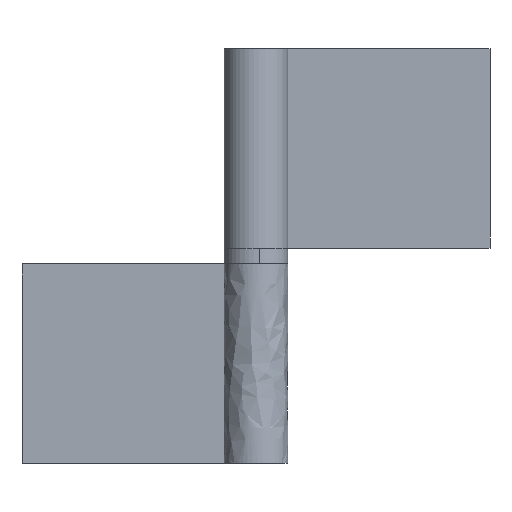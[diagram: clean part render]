
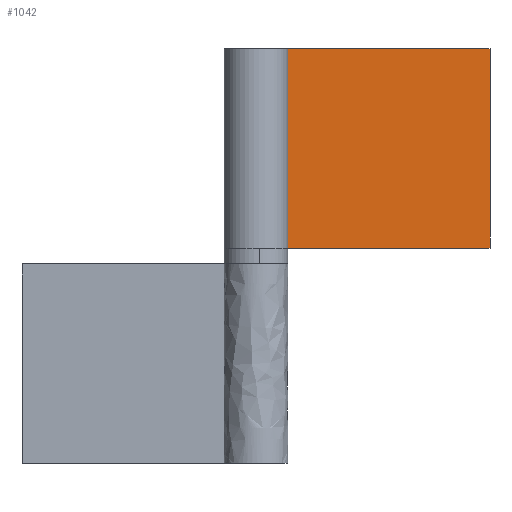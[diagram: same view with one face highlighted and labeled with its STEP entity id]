
A CAD part, front view. The second image highlights one B-rep face of the part: STEP entity #1042.
In plain terms, the highlighted free-form (B-spline) face has degree [1, 1] with [2, 2] control points.
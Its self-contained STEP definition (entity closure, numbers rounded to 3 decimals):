
#805=CARTESIAN_POINT('',(0.,3.,75.0));
#806=VERTEX_POINT('',#805);
#826=CARTESIAN_POINT('',(5.196,3.,75.0));
#827=VERTEX_POINT('',#826);
#828=CARTESIAN_POINT('',(5.196,3.,75.0));
#829=CARTESIAN_POINT('',(0.,3.,75.0));
#830=QUASI_UNIFORM_CURVE('',1,(#828,#829),.UNSPECIFIED.,.F.,.U.);
#831=EDGE_CURVE('',#827,#806,#830,.T.);
#865=CARTESIAN_POINT('',(5.196,3.,78.0));
#866=VERTEX_POINT('',#865);
#886=CARTESIAN_POINT('',(5.196,3.,75.0));
#887=CARTESIAN_POINT('',(5.196,3.,78.0));
#888=QUASI_UNIFORM_CURVE('',1,(#886,#887),.UNSPECIFIED.,.F.,.U.);
#889=EDGE_CURVE('',#827,#866,#888,.T.);
#921=CARTESIAN_POINT('',(44.,3.,78.0));
#922=VERTEX_POINT('',#921);
#923=CARTESIAN_POINT('',(5.196,3.,78.0));
#924=CARTESIAN_POINT('',(44.,3.,78.0));
#925=QUASI_UNIFORM_CURVE('',1,(#923,#924),.UNSPECIFIED.,.F.,.U.);
#926=EDGE_CURVE('',#866,#922,#925,.T.);
#948=CARTESIAN_POINT('',(44.,3.,40.5));
#949=VERTEX_POINT('',#948);
#957=CARTESIAN_POINT('',(0.,3.,40.5));
#958=VERTEX_POINT('',#957);
#959=CARTESIAN_POINT('',(0.,3.,40.5));
#960=CARTESIAN_POINT('',(44.,3.,40.5));
#961=QUASI_UNIFORM_CURVE('',1,(#959,#960),.UNSPECIFIED.,.F.,.U.);
#962=EDGE_CURVE('',#958,#949,#961,.T.);
#1021=CARTESIAN_POINT('',(-2.198,3.,79.873));
#1022=CARTESIAN_POINT('',(-2.198,3.,38.627));
#1023=CARTESIAN_POINT('',(46.198,3.,79.873));
#1024=CARTESIAN_POINT('',(46.198,3.,38.627));
#1025=B_SPLINE_SURFACE_WITH_KNOTS('',1,1,((#1021,#1023),(#1022,#1024)),.UNSPECIFIED.,.F.,.F.,.U.,(2,2),(2,2),(0.0,41.246),(0.0,48.396),.UNSPECIFIED.);
#1026=ORIENTED_EDGE('',*,*,#889,.F.);
#1027=ORIENTED_EDGE('',*,*,#831,.T.);
#1028=CARTESIAN_POINT('',(0.,3.,40.5));
#1029=CARTESIAN_POINT('',(0.,3.,75.0));
#1030=QUASI_UNIFORM_CURVE('',1,(#1028,#1029),.UNSPECIFIED.,.F.,.U.);
#1031=EDGE_CURVE('',#958,#806,#1030,.T.);
#1032=ORIENTED_EDGE('',*,*,#1031,.F.);
#1033=ORIENTED_EDGE('',*,*,#962,.T.);
#1034=CARTESIAN_POINT('',(44.,3.,40.5));
#1035=CARTESIAN_POINT('',(44.,3.,78.0));
#1036=QUASI_UNIFORM_CURVE('',1,(#1034,#1035),.UNSPECIFIED.,.F.,.U.);
#1037=EDGE_CURVE('',#949,#922,#1036,.T.);
#1038=ORIENTED_EDGE('',*,*,#1037,.T.);
#1039=ORIENTED_EDGE('',*,*,#926,.F.);
#1040=EDGE_LOOP('',(#1026,#1027,#1032,#1033,#1038,#1039));
#1041=FACE_OUTER_BOUND('',#1040,.T.);
#1042=ADVANCED_FACE('',(#1041),#1025,.T.);
